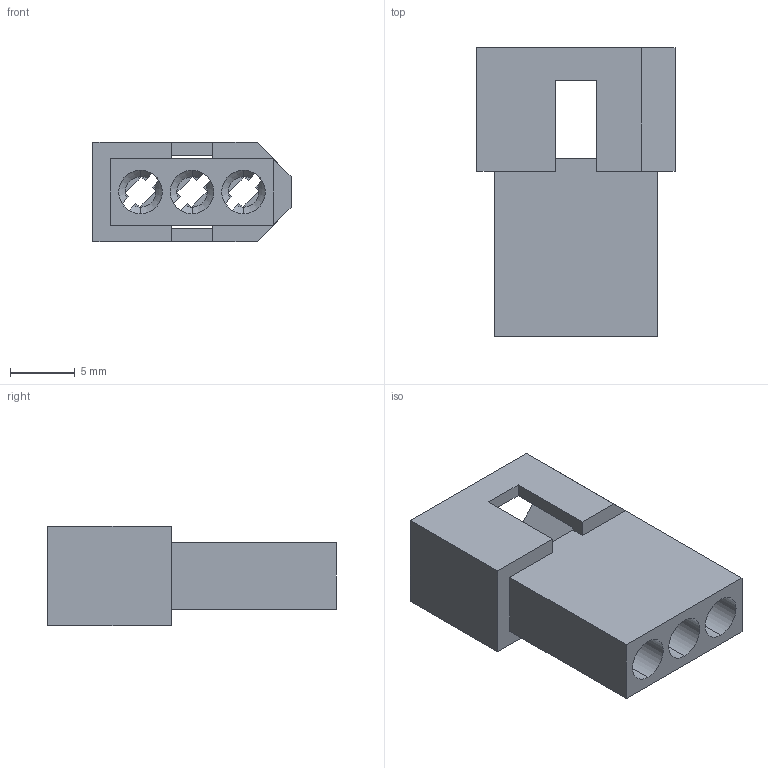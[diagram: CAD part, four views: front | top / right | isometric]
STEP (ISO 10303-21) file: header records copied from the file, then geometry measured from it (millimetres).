
FILE_DESCRIPTION (( 'STEP AP203' ), '1' );
FILE_NAME ('556-003-000-201.STEP', '2020-03-13T14:17:28', ( '' ), ( '' ), 'SwSTEP 2.0', 'SolidWorks 2016', '' );
FILE_SCHEMA (( 'CONFIG_CONTROL_DESIGN' ));
Length unit declared in the file: millimetre
Products named in the file (2): 556-210-001_556-003-000-201; 556-003-000-201
Assembly tree (1 placements, depth 2):
  556-003-000-201
    556-210-001_556-003-000-201
Bounding box: 15.24 x 22.23 x 7.62 mm (x, y, z)
Volume: 920.4 mm3; surface area: 1737.6 mm2
Topology: 1 solids, 1 shells, 107 faces, 314 edges, 206 vertices
Faces by surface type: plane 83, cylinder 18, cone 6
Entity records: 3780 total; most frequent: CARTESIAN_POINT 739, ORIENTED_EDGE 628, DIRECTION 560, EDGE_CURVE 314, VECTOR 218, LINE 218, VERTEX_POINT 206, AXIS2_PLACEMENT_3D 171
